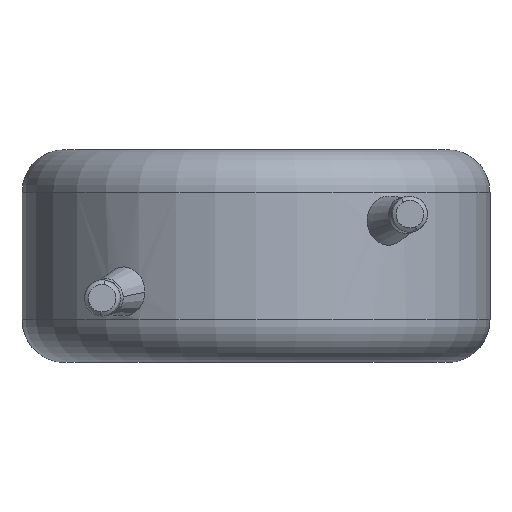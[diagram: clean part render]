
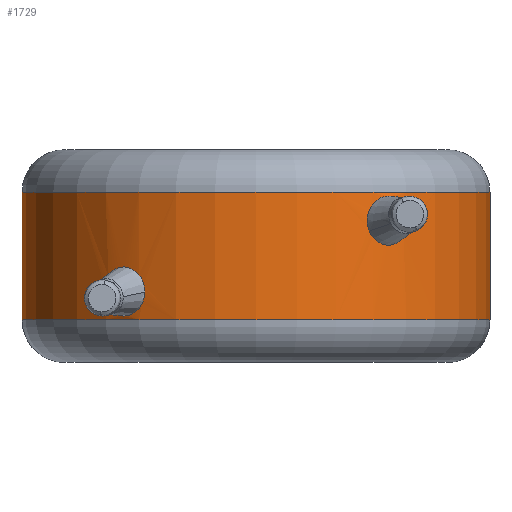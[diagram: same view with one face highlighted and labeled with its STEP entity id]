
A CAD part, front view. The second image highlights one B-rep face of the part: STEP entity #1729.
In plain terms, the highlighted cylindrical face has radius 5.5 mm (diameter 11 mm), a partial arc.
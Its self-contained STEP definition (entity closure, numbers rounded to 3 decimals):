
#17 = EDGE_LOOP ( 'NONE', ( #751, #3559 ) ) ;
#37 = VERTEX_POINT ( 'NONE', #3672 ) ;
#42 = LINE ( 'NONE', #1458, #4107 ) ;
#65 = CARTESIAN_POINT ( 'NONE',  ( -5.5, 0., 1. ) ) ;
#121 = CARTESIAN_POINT ( 'NONE',  ( 2.663, -4.813, 3.089 ) ) ;
#126 = VERTEX_POINT ( 'NONE', #1957 ) ;
#248 = CARTESIAN_POINT ( 'NONE',  ( -2.98, -4.625, 2.243 ) ) ;
#302 = CARTESIAN_POINT ( 'NONE',  ( 3.138, -4.519, 3.927 ) ) ;
#439 = CYLINDRICAL_SURFACE ( 'NONE', #4058, 5.5 ) ;
#464 = CARTESIAN_POINT ( 'NONE',  ( 3.432, -4.3, 2.879 ) ) ;
#478 = CARTESIAN_POINT ( 'NONE',  ( 3.517, -4.229, 3.004 ) ) ;
#570 = CARTESIAN_POINT ( 'NONE',  ( -3.356, -4.359, 2.189 ) ) ;
#631 = DIRECTION ( 'NONE',  ( 0., 0., -1. ) ) ;
#634 = FACE_BOUND ( 'NONE', #3929, .T. ) ;
#644 = VERTEX_POINT ( 'NONE', #121 ) ;
#650 = DIRECTION ( 'NONE',  ( 0., 0., -1. ) ) ;
#675 = EDGE_CURVE ( 'NONE', #644, #1173, #1954, .T. ) ;
#691 = B_SPLINE_CURVE_WITH_KNOTS ( 'NONE', 3,
 ( #764, #1129, #4057, #3700, #3406, #1786, #1802, #799, #4032, #1409 ),
 .UNSPECIFIED., .F., .F.,
 ( 4, 2, 2, 2, 4 ),
 ( 0.002, 0.003, 0.003, 0.004, 0.004 ),
 .UNSPECIFIED. ) ;
#705 = EDGE_LOOP ( 'NONE', ( #957, #3720, #3453, #2239 ) ) ;
#722 = AXIS2_PLACEMENT_3D ( 'NONE', #3889, #1647, #3242 ) ;
#751 = ORIENTED_EDGE ( 'NONE', *, *, #2495, .F. ) ;
#757 = DIRECTION ( 'NONE',  ( -1., 0., 0. ) ) ;
#764 = CARTESIAN_POINT ( 'NONE',  ( -3.573, -4.182, 1.667 ) ) ;
#799 = CARTESIAN_POINT ( 'NONE',  ( -2.674, -4.807, 1.353 ) ) ;
#822 = CARTESIAN_POINT ( 'NONE',  ( 3.073, -4.563, 2.737 ) ) ;
#863 = CARTESIAN_POINT ( 'NONE',  ( 3.368, -4.351, 3.831 ) ) ;
#911 = LINE ( 'NONE', #3910, #2571 ) ;
#957 = ORIENTED_EDGE ( 'NONE', *, *, #3373, .F. ) ;
#978 = B_SPLINE_CURVE_WITH_KNOTS ( 'NONE', 3,
 ( #2679, #3821, #1897, #3930, #248, #2254, #570, #2523, #2069, #1295 ),
 .UNSPECIFIED., .F., .F.,
 ( 4, 2, 2, 2, 4 ),
 ( 0., 0.001, 0.001, 0.002, 0.002 ),
 .UNSPECIFIED. ) ;
#1017 = DIRECTION ( 'NONE',  ( 0., 0., -1. ) ) ;
#1126 = CARTESIAN_POINT ( 'NONE',  ( 3.588, -4.168, 3.297 ) ) ;
#1129 = CARTESIAN_POINT ( 'NONE',  ( -3.57, -4.184, 1.517 ) ) ;
#1164 = CARTESIAN_POINT ( 'NONE',  ( 3.575, -4.181, 3.463 ) ) ;
#1173 = VERTEX_POINT ( 'NONE', #1840 ) ;
#1230 = CARTESIAN_POINT ( 'NONE',  ( 3.006, -4.608, 3.917 ) ) ;
#1295 = CARTESIAN_POINT ( 'NONE',  ( -3.573, -4.182, 1.667 ) ) ;
#1394 = AXIS2_PLACEMENT_3D ( 'NONE', #3101, #1763, #4047 ) ;
#1409 = CARTESIAN_POINT ( 'NONE',  ( -2.614, -4.839, 1.651 ) ) ;
#1411 = EDGE_CURVE ( 'NONE', #2687, #37, #3576, .T. ) ;
#1420 = CARTESIAN_POINT ( 'NONE',  ( 3.209, -4.469, 2.745 ) ) ;
#1458 = CARTESIAN_POINT ( 'NONE',  ( 5.5, 0., 5. ) ) ;
#1647 = DIRECTION ( 'NONE',  ( 0., 0., -1. ) ) ;
#1662 = EDGE_CURVE ( 'NONE', #2776, #2687, #911, .T. ) ;
#1706 = VERTEX_POINT ( 'NONE', #3599 ) ;
#1729 = ADVANCED_FACE ( 'NONE', ( #3951, #634, #3898 ), #439, .T. ) ;
#1763 = DIRECTION ( 'NONE',  ( 0., 0., 1. ) ) ;
#1784 = CARTESIAN_POINT ( 'NONE',  ( 2.72, -4.781, 2.949 ) ) ;
#1786 = CARTESIAN_POINT ( 'NONE',  ( -2.989, -4.62, 1.087 ) ) ;
#1802 = CARTESIAN_POINT ( 'NONE',  ( -2.862, -4.698, 1.145 ) ) ;
#1840 = CARTESIAN_POINT ( 'NONE',  ( 3.517, -4.228, 3.598 ) ) ;
#1897 = CARTESIAN_POINT ( 'NONE',  ( -2.665, -4.812, 1.959 ) ) ;
#1954 = B_SPLINE_CURVE_WITH_KNOTS ( 'NONE', 3,
 ( #3093, #1784, #2772, #822, #1420, #464, #478, #1126, #1164, #3762 ),
 .UNSPECIFIED., .F., .F.,
 ( 4, 2, 2, 2, 4 ),
 ( 0., 0., 0.001, 0.001, 0.002 ),
 .UNSPECIFIED. ) ;
#1957 = CARTESIAN_POINT ( 'NONE',  ( 5.5, 0., 4. ) ) ;
#2069 = CARTESIAN_POINT ( 'NONE',  ( -3.575, -4.179, 1.82 ) ) ;
#2082 = EDGE_CURVE ( 'NONE', #1173, #644, #3353, .T. ) ;
#2238 = CARTESIAN_POINT ( 'NONE',  ( 2.607, -4.843, 3.224 ) ) ;
#2239 = ORIENTED_EDGE ( 'NONE', *, *, #1411, .T. ) ;
#2254 = CARTESIAN_POINT ( 'NONE',  ( -3.233, -4.452, 2.248 ) ) ;
#2292 = EDGE_CURVE ( 'NONE', #126, #2776, #3328, .T. ) ;
#2392 = CARTESIAN_POINT ( 'NONE',  ( 0., 0., 5. ) ) ;
#2485 = CARTESIAN_POINT ( 'NONE',  ( 3.517, -4.228, 3.598 ) ) ;
#2494 = VERTEX_POINT ( 'NONE', #3364 ) ;
#2495 = EDGE_CURVE ( 'NONE', #1706, #2494, #691, .T. ) ;
#2523 = CARTESIAN_POINT ( 'NONE',  ( -3.528, -4.221, 1.974 ) ) ;
#2571 = VECTOR ( 'NONE', #650, 1000. ) ;
#2679 = CARTESIAN_POINT ( 'NONE',  ( -2.614, -4.839, 1.651 ) ) ;
#2687 = VERTEX_POINT ( 'NONE', #65 ) ;
#2772 = CARTESIAN_POINT ( 'NONE',  ( 2.829, -4.719, 2.838 ) ) ;
#2776 = VERTEX_POINT ( 'NONE', #3265 ) ;
#2853 = CARTESIAN_POINT ( 'NONE',  ( 2.663, -4.813, 3.089 ) ) ;
#2866 = CARTESIAN_POINT ( 'NONE',  ( 2.778, -4.749, 3.787 ) ) ;
#2894 = CARTESIAN_POINT ( 'NONE',  ( 2.599, -4.847, 3.385 ) ) ;
#3093 = CARTESIAN_POINT ( 'NONE',  ( 2.663, -4.813, 3.089 ) ) ;
#3101 = CARTESIAN_POINT ( 'NONE',  ( 0., 0., 1. ) ) ;
#3242 = DIRECTION ( 'NONE',  ( 1., 0., 0. ) ) ;
#3265 = CARTESIAN_POINT ( 'NONE',  ( -5.5, 0., 4. ) ) ;
#3328 = CIRCLE ( 'NONE', #722, 5.5 ) ;
#3353 = B_SPLINE_CURVE_WITH_KNOTS ( 'NONE', 3,
 ( #2485, #3444, #863, #302, #1230, #2866, #3826, #2894, #2238, #2853 ),
 .UNSPECIFIED., .F., .F.,
 ( 4, 2, 2, 2, 4 ),
 ( 0.002, 0.002, 0.003, 0.003, 0.004 ),
 .UNSPECIFIED. ) ;
#3364 = CARTESIAN_POINT ( 'NONE',  ( -2.614, -4.839, 1.651 ) ) ;
#3373 = EDGE_CURVE ( 'NONE', #126, #37, #42, .T. ) ;
#3406 = CARTESIAN_POINT ( 'NONE',  ( -3.238, -4.449, 1.095 ) ) ;
#3444 = CARTESIAN_POINT ( 'NONE',  ( 3.462, -4.274, 3.729 ) ) ;
#3453 = ORIENTED_EDGE ( 'NONE', *, *, #1662, .T. ) ;
#3469 = EDGE_CURVE ( 'NONE', #2494, #1706, #978, .T. ) ;
#3553 = ORIENTED_EDGE ( 'NONE', *, *, #675, .F. ) ;
#3559 = ORIENTED_EDGE ( 'NONE', *, *, #3469, .F. ) ;
#3576 = CIRCLE ( 'NONE', #1394, 5.5 ) ;
#3599 = CARTESIAN_POINT ( 'NONE',  ( -3.573, -4.182, 1.667 ) ) ;
#3672 = CARTESIAN_POINT ( 'NONE',  ( 5.5, 0., 1. ) ) ;
#3700 = CARTESIAN_POINT ( 'NONE',  ( -3.354, -4.36, 1.159 ) ) ;
#3720 = ORIENTED_EDGE ( 'NONE', *, *, #2292, .T. ) ;
#3762 = CARTESIAN_POINT ( 'NONE',  ( 3.517, -4.228, 3.598 ) ) ;
#3821 = CARTESIAN_POINT ( 'NONE',  ( -2.611, -4.841, 1.806 ) ) ;
#3826 = CARTESIAN_POINT ( 'NONE',  ( 2.685, -4.8, 3.666 ) ) ;
#3889 = CARTESIAN_POINT ( 'NONE',  ( 0., 0., 4. ) ) ;
#3898 = FACE_BOUND ( 'NONE', #17, .T. ) ;
#3910 = CARTESIAN_POINT ( 'NONE',  ( -5.5, 0., 5. ) ) ;
#3929 = EDGE_LOOP ( 'NONE', ( #4096, #3553 ) ) ;
#3930 = CARTESIAN_POINT ( 'NONE',  ( -2.85, -4.705, 2.178 ) ) ;
#3951 = FACE_OUTER_BOUND ( 'NONE', #705, .T. ) ;
#4032 = CARTESIAN_POINT ( 'NONE',  ( -2.617, -4.837, 1.5 ) ) ;
#4047 = DIRECTION ( 'NONE',  ( 1., 0., 0. ) ) ;
#4057 = CARTESIAN_POINT ( 'NONE',  ( -3.52, -4.227, 1.37 ) ) ;
#4058 = AXIS2_PLACEMENT_3D ( 'NONE', #2392, #1017, #757 ) ;
#4096 = ORIENTED_EDGE ( 'NONE', *, *, #2082, .F. ) ;
#4107 = VECTOR ( 'NONE', #631, 1000. ) ;
